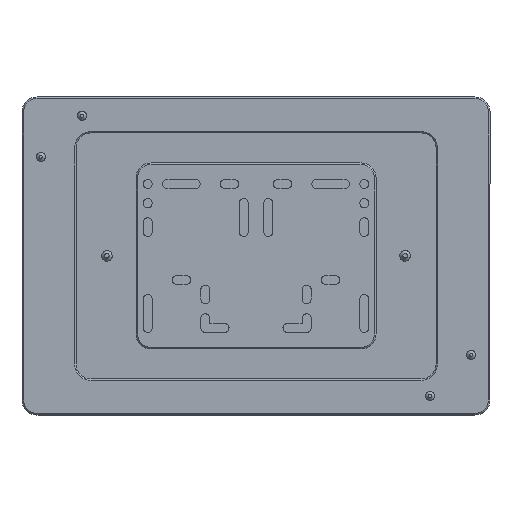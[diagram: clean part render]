
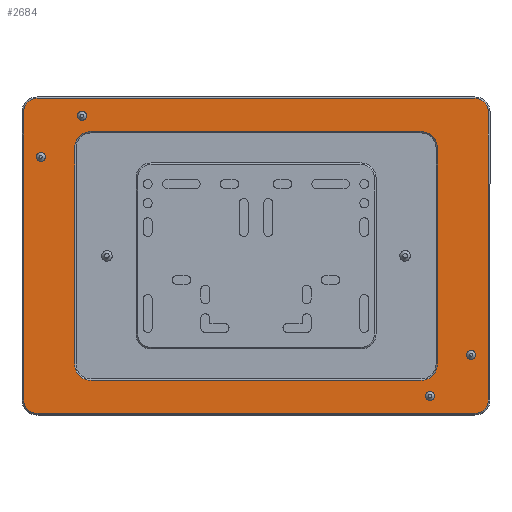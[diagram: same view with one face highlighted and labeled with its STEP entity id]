
A CAD part, top view. The second image highlights one B-rep face of the part: STEP entity #2684.
In plain terms, the highlighted planar face has unit normal (0, 0, 1).
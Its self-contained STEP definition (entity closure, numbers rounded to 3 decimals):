
#123=LINE('',#4384,#361);
#124=LINE('',#4389,#362);
#125=LINE('',#4393,#363);
#126=LINE('',#4397,#364);
#127=LINE('',#4400,#365);
#128=LINE('',#4405,#366);
#129=LINE('',#4409,#367);
#130=LINE('',#4413,#368);
#361=VECTOR('',#3530,1000.);
#362=VECTOR('',#3533,1000.);
#363=VECTOR('',#3536,1000.);
#364=VECTOR('',#3539,1000.);
#365=VECTOR('',#3542,1000.);
#366=VECTOR('',#3545,1000.);
#367=VECTOR('',#3548,1000.);
#368=VECTOR('',#3551,1000.);
#588=PLANE('',#2973);
#942=ORIENTED_EDGE('',*,*,#1561,.T.);
#943=ORIENTED_EDGE('',*,*,#1562,.T.);
#944=ORIENTED_EDGE('',*,*,#1563,.T.);
#945=ORIENTED_EDGE('',*,*,#1564,.T.);
#946=ORIENTED_EDGE('',*,*,#1565,.T.);
#947=ORIENTED_EDGE('',*,*,#1566,.T.);
#948=ORIENTED_EDGE('',*,*,#1567,.T.);
#949=ORIENTED_EDGE('',*,*,#1568,.T.);
#950=ORIENTED_EDGE('',*,*,#1569,.T.);
#951=ORIENTED_EDGE('',*,*,#1570,.T.);
#952=ORIENTED_EDGE('',*,*,#1571,.T.);
#953=ORIENTED_EDGE('',*,*,#1572,.T.);
#954=ORIENTED_EDGE('',*,*,#1573,.T.);
#955=ORIENTED_EDGE('',*,*,#1574,.T.);
#956=ORIENTED_EDGE('',*,*,#1575,.T.);
#957=ORIENTED_EDGE('',*,*,#1576,.T.);
#958=ORIENTED_EDGE('',*,*,#1577,.T.);
#959=ORIENTED_EDGE('',*,*,#1578,.T.);
#960=ORIENTED_EDGE('',*,*,#1579,.T.);
#961=ORIENTED_EDGE('',*,*,#1580,.T.);
#1561=EDGE_CURVE('',#1892,#1893,#123,.T.);
#1562=EDGE_CURVE('',#1893,#1894,#2078,.F.);
#1563=EDGE_CURVE('',#1894,#1895,#124,.T.);
#1564=EDGE_CURVE('',#1895,#1896,#2079,.F.);
#1565=EDGE_CURVE('',#1896,#1897,#125,.T.);
#1566=EDGE_CURVE('',#1897,#1898,#2080,.F.);
#1567=EDGE_CURVE('',#1898,#1899,#126,.T.);
#1568=EDGE_CURVE('',#1899,#1892,#2081,.F.);
#1569=EDGE_CURVE('',#1900,#1901,#127,.T.);
#1570=EDGE_CURVE('',#1901,#1902,#2082,.T.);
#1571=EDGE_CURVE('',#1902,#1903,#128,.T.);
#1572=EDGE_CURVE('',#1903,#1904,#2083,.T.);
#1573=EDGE_CURVE('',#1904,#1905,#129,.T.);
#1574=EDGE_CURVE('',#1905,#1906,#2084,.T.);
#1575=EDGE_CURVE('',#1906,#1907,#130,.T.);
#1576=EDGE_CURVE('',#1907,#1900,#2085,.T.);
#1577=EDGE_CURVE('',#1908,#1908,#2086,.T.);
#1578=EDGE_CURVE('',#1909,#1909,#2087,.T.);
#1579=EDGE_CURVE('',#1910,#1910,#2088,.T.);
#1580=EDGE_CURVE('',#1911,#1911,#2089,.T.);
#1892=VERTEX_POINT('',#4385);
#1893=VERTEX_POINT('',#4386);
#1894=VERTEX_POINT('',#4388);
#1895=VERTEX_POINT('',#4390);
#1896=VERTEX_POINT('',#4392);
#1897=VERTEX_POINT('',#4394);
#1898=VERTEX_POINT('',#4396);
#1899=VERTEX_POINT('',#4398);
#1900=VERTEX_POINT('',#4401);
#1901=VERTEX_POINT('',#4402);
#1902=VERTEX_POINT('',#4404);
#1903=VERTEX_POINT('',#4406);
#1904=VERTEX_POINT('',#4408);
#1905=VERTEX_POINT('',#4410);
#1906=VERTEX_POINT('',#4412);
#1907=VERTEX_POINT('',#4414);
#1908=VERTEX_POINT('',#4417);
#1909=VERTEX_POINT('',#4419);
#1910=VERTEX_POINT('',#4421);
#1911=VERTEX_POINT('',#4423);
#2078=CIRCLE('',#2974,4.5);
#2079=CIRCLE('',#2975,4.5);
#2080=CIRCLE('',#2976,4.5);
#2081=CIRCLE('',#2977,4.5);
#2082=CIRCLE('',#2978,5.5);
#2083=CIRCLE('',#2979,5.5);
#2084=CIRCLE('',#2980,5.5);
#2085=CIRCLE('',#2981,5.5);
#2086=CIRCLE('',#2982,1.5);
#2087=CIRCLE('',#2983,1.5);
#2088=CIRCLE('',#2984,1.5);
#2089=CIRCLE('',#2985,1.5);
#2227=EDGE_LOOP('',(#942,#943,#944,#945,#946,#947,#948,#949));
#2228=EDGE_LOOP('',(#950,#951,#952,#953,#954,#955,#956,#957));
#2229=EDGE_LOOP('',(#958));
#2230=EDGE_LOOP('',(#959));
#2231=EDGE_LOOP('',(#960));
#2232=EDGE_LOOP('',(#961));
#2439=FACE_BOUND('',#2227,.T.);
#2440=FACE_BOUND('',#2228,.T.);
#2441=FACE_BOUND('',#2229,.T.);
#2442=FACE_BOUND('',#2230,.T.);
#2443=FACE_BOUND('',#2231,.T.);
#2444=FACE_BOUND('',#2232,.T.);
#2684=ADVANCED_FACE('',(#2439,#2440,#2441,#2442,#2443,#2444),#588,.F.);
#2973=AXIS2_PLACEMENT_3D('',#4383,#3528,#3529);
#2974=AXIS2_PLACEMENT_3D('',#4387,#3531,#3532);
#2975=AXIS2_PLACEMENT_3D('',#4391,#3534,#3535);
#2976=AXIS2_PLACEMENT_3D('',#4395,#3537,#3538);
#2977=AXIS2_PLACEMENT_3D('',#4399,#3540,#3541);
#2978=AXIS2_PLACEMENT_3D('',#4403,#3543,#3544);
#2979=AXIS2_PLACEMENT_3D('',#4407,#3546,#3547);
#2980=AXIS2_PLACEMENT_3D('',#4411,#3549,#3550);
#2981=AXIS2_PLACEMENT_3D('',#4415,#3552,#3553);
#2982=AXIS2_PLACEMENT_3D('',#4416,#3554,#3555);
#2983=AXIS2_PLACEMENT_3D('',#4418,#3556,#3557);
#2984=AXIS2_PLACEMENT_3D('',#4420,#3558,#3559);
#2985=AXIS2_PLACEMENT_3D('',#4422,#3560,#3561);
#3528=DIRECTION('',(0.,0.,-1.));
#3529=DIRECTION('',(-1.,0.,0.));
#3530=DIRECTION('',(-1.,0.,0.));
#3531=DIRECTION('',(0.,0.,-1.));
#3532=DIRECTION('',(-1.,0.,0.));
#3533=DIRECTION('',(0.,-1.,0.));
#3534=DIRECTION('',(0.,0.,-1.));
#3535=DIRECTION('',(-1.,0.,0.));
#3536=DIRECTION('',(1.,0.,0.));
#3537=DIRECTION('',(0.,0.,-1.));
#3538=DIRECTION('',(-1.,0.,0.));
#3539=DIRECTION('',(0.,1.,0.));
#3540=DIRECTION('',(0.,0.,-1.));
#3541=DIRECTION('',(-1.,0.,0.));
#3542=DIRECTION('',(-1.,0.,0.));
#3543=DIRECTION('',(0.,0.,-1.));
#3544=DIRECTION('',(-1.,0.,0.));
#3545=DIRECTION('',(0.,1.,0.));
#3546=DIRECTION('',(0.,0.,-1.));
#3547=DIRECTION('',(-1.,0.,0.));
#3548=DIRECTION('',(1.,0.,0.));
#3549=DIRECTION('',(0.,0.,-1.));
#3550=DIRECTION('',(-1.,0.,0.));
#3551=DIRECTION('',(0.,-1.,0.));
#3552=DIRECTION('',(0.,0.,-1.));
#3553=DIRECTION('',(-1.,0.,0.));
#3554=DIRECTION('',(0.,0.,-1.));
#3555=DIRECTION('',(0.,-1.,0.));
#3556=DIRECTION('',(0.,0.,-1.));
#3557=DIRECTION('',(0.,-1.,0.));
#3558=DIRECTION('',(0.,0.,-1.));
#3559=DIRECTION('',(0.,-1.,0.));
#3560=DIRECTION('',(0.,0.,-1.));
#3561=DIRECTION('',(0.,-1.,0.));
#4383=CARTESIAN_POINT('',(0.,0.,30.));
#4384=CARTESIAN_POINT('',(-73.,52.5,30.));
#4385=CARTESIAN_POINT('',(73.,52.5,30.));
#4386=CARTESIAN_POINT('',(-73.,52.5,30.));
#4387=CARTESIAN_POINT('',(-73.,48.,30.));
#4388=CARTESIAN_POINT('',(-77.5,48.,30.));
#4389=CARTESIAN_POINT('',(-77.5,-48.,30.));
#4390=CARTESIAN_POINT('',(-77.5,-48.,30.));
#4391=CARTESIAN_POINT('',(-73.,-48.,30.));
#4392=CARTESIAN_POINT('',(-73.,-52.5,30.));
#4393=CARTESIAN_POINT('',(73.,-52.5,30.));
#4394=CARTESIAN_POINT('',(73.,-52.5,30.));
#4395=CARTESIAN_POINT('',(73.,-48.,30.));
#4396=CARTESIAN_POINT('',(77.5,-48.,30.));
#4397=CARTESIAN_POINT('',(77.5,48.,30.));
#4398=CARTESIAN_POINT('',(77.5,48.,30.));
#4399=CARTESIAN_POINT('',(73.,48.,30.));
#4400=CARTESIAN_POINT('',(-55.,-41.5,30.));
#4401=CARTESIAN_POINT('',(55.,-41.5,30.));
#4402=CARTESIAN_POINT('',(-55.,-41.5,30.));
#4403=CARTESIAN_POINT('',(-55.,-36.,30.));
#4404=CARTESIAN_POINT('',(-60.5,-36.,30.));
#4405=CARTESIAN_POINT('',(-60.5,36.,30.));
#4406=CARTESIAN_POINT('',(-60.5,36.,30.));
#4407=CARTESIAN_POINT('',(-55.,36.,30.));
#4408=CARTESIAN_POINT('',(-55.,41.5,30.));
#4409=CARTESIAN_POINT('',(55.,41.5,30.));
#4410=CARTESIAN_POINT('',(55.,41.5,30.));
#4411=CARTESIAN_POINT('',(55.,36.,30.));
#4412=CARTESIAN_POINT('',(60.5,36.,30.));
#4413=CARTESIAN_POINT('',(60.5,-36.,30.));
#4414=CARTESIAN_POINT('',(60.5,-36.,30.));
#4415=CARTESIAN_POINT('',(55.,-36.,30.));
#4416=CARTESIAN_POINT('',(71.7,-33.,30.));
#4417=CARTESIAN_POINT('',(71.7,-34.5,30.));
#4418=CARTESIAN_POINT('',(58.,-46.7,30.));
#4419=CARTESIAN_POINT('',(58.,-48.2,30.));
#4420=CARTESIAN_POINT('',(-71.7,33.,30.));
#4421=CARTESIAN_POINT('',(-71.7,31.5,30.));
#4422=CARTESIAN_POINT('',(-58.,46.7,30.));
#4423=CARTESIAN_POINT('',(-58.,45.2,30.));
